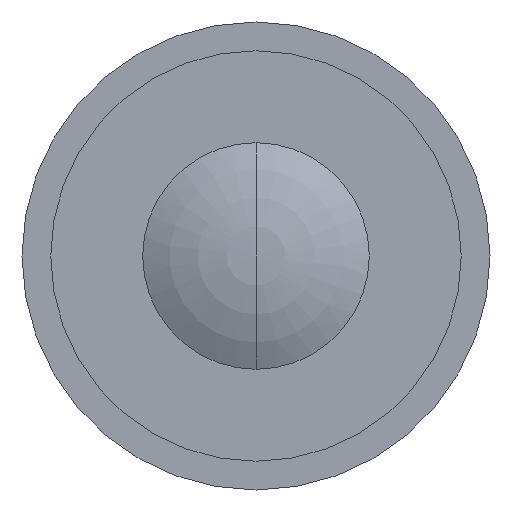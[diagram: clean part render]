
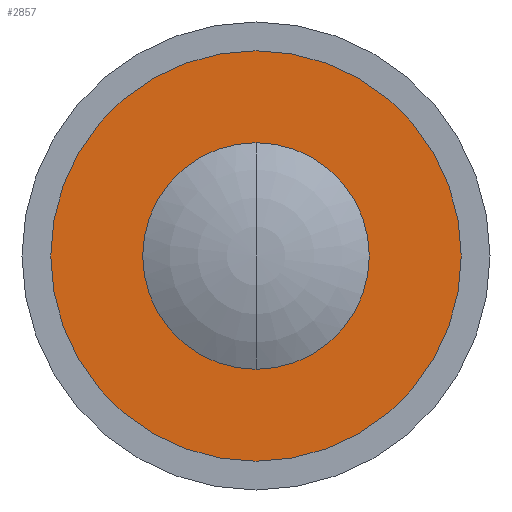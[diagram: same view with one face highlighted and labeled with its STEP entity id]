
A CAD part, front view. The second image highlights one B-rep face of the part: STEP entity #2857.
In plain terms, the highlighted planar face has unit normal (0, -1, 0).
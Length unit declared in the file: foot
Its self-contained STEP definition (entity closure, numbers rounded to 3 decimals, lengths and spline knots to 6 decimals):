
#166 = CARTESIAN_POINT ( 'NONE',  ( 0., -0.026417, 0. ) ) ;
#233 = DIRECTION ( 'NONE',  ( 0., 1., 0. ) ) ;
#360 = ORIENTED_EDGE ( 'NONE', *, *, #3021, .T. ) ;
#488 = AXIS2_PLACEMENT_3D ( 'NONE', #991, #3313, #1332 ) ;
#500 = DIRECTION ( 'NONE',  ( 0., 0., 1. ) ) ;
#522 = DIRECTION ( 'NONE',  ( 0., 0., 1. ) ) ;
#556 = FACE_OUTER_BOUND ( 'NONE', #1723, .T. ) ;
#605 = CARTESIAN_POINT ( 'NONE',  ( 0., -0.026417, 0. ) ) ;
#818 = CIRCLE ( 'NONE', #2586, 0.00575 ) ;
#991 = CARTESIAN_POINT ( 'NONE',  ( -0.00575, -0.026417, 0. ) ) ;
#1021 = AXIS2_PLACEMENT_3D ( 'NONE', #605, #3533, #500 ) ;
#1153 = DIRECTION ( 'NONE',  ( 0., 0., 1. ) ) ;
#1192 = VERTEX_POINT ( 'NONE', #4241 ) ;
#1332 = DIRECTION ( 'NONE',  ( 0., 0., -1. ) ) ;
#1384 = CIRCLE ( 'NONE', #2027, 0.00575 ) ;
#1412 = ORIENTED_EDGE ( 'NONE', *, *, #3121, .F. ) ;
#1460 = EDGE_LOOP ( 'NONE', ( #360, #3439 ) ) ;
#1468 = DIRECTION ( 'NONE',  ( 0., 1., 0. ) ) ;
#1587 = CARTESIAN_POINT ( 'NONE',  ( 0., -0.026417, 0. ) ) ;
#1672 = VERTEX_POINT ( 'NONE', #3130 ) ;
#1722 = EDGE_CURVE ( 'NONE', #1192, #1672, #1384, .T. ) ;
#1723 = EDGE_LOOP ( 'NONE', ( #4325, #1412 ) ) ;
#2027 = AXIS2_PLACEMENT_3D ( 'NONE', #1587, #1468, #1153 ) ;
#2046 = VERTEX_POINT ( 'NONE', #3355 ) ;
#2235 = CARTESIAN_POINT ( 'NONE',  ( 0., -0.026417, 0. ) ) ;
#2380 = EDGE_CURVE ( 'NONE', #2046, #3632, #3638, .T. ) ;
#2527 = DIRECTION ( 'NONE',  ( 0., 1., 0. ) ) ;
#2582 = DIRECTION ( 'NONE',  ( 0., 0., 1. ) ) ;
#2586 = AXIS2_PLACEMENT_3D ( 'NONE', #166, #2527, #522 ) ;
#2750 = AXIS2_PLACEMENT_3D ( 'NONE', #2235, #233, #2582 ) ;
#2857 = ADVANCED_FACE ( 'NONE', ( #3976, #556 ), #3613, .T. ) ;
#3021 = EDGE_CURVE ( 'NONE', #1672, #1192, #818, .T. ) ;
#3121 = EDGE_CURVE ( 'NONE', #3632, #2046, #3413, .T. ) ;
#3130 = CARTESIAN_POINT ( 'NONE',  ( 0., -0.026417, 0.00575 ) ) ;
#3313 = DIRECTION ( 'NONE',  ( 0., -1., 0. ) ) ;
#3336 = CARTESIAN_POINT ( 'NONE',  ( 0., -0.026417, -0.010417 ) ) ;
#3355 = CARTESIAN_POINT ( 'NONE',  ( 0., -0.026417, 0.010417 ) ) ;
#3413 = CIRCLE ( 'NONE', #2750, 0.010417 ) ;
#3439 = ORIENTED_EDGE ( 'NONE', *, *, #1722, .T. ) ;
#3533 = DIRECTION ( 'NONE',  ( 0., 1., 0. ) ) ;
#3613 = PLANE ( 'NONE',  #488 ) ;
#3632 = VERTEX_POINT ( 'NONE', #3336 ) ;
#3638 = CIRCLE ( 'NONE', #1021, 0.010417 ) ;
#3976 = FACE_BOUND ( 'NONE', #1460, .T. ) ;
#4241 = CARTESIAN_POINT ( 'NONE',  ( 0., -0.026417, -0.00575 ) ) ;
#4325 = ORIENTED_EDGE ( 'NONE', *, *, #2380, .F. ) ;
